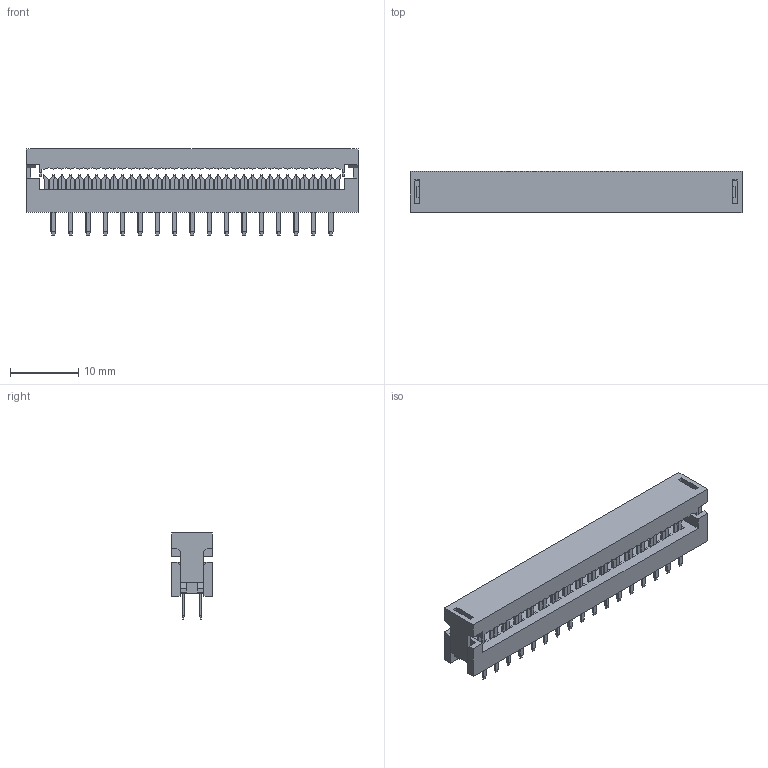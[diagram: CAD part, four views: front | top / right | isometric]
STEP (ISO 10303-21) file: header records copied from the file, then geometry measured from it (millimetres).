
FILE_DESCRIPTION(/* description */ ('Unknown'),/* implementation_level */ '2;1');
FILE_NAME(/* name */ '61203422323',/* time_stamp */ '2017-05-17T10:01:55+02:00',/* author */ ('Unknown'),/* organization */ ('Unknown'),/* preprocessor_version */ 'ST-DEVELOPER v16.7',/* originating_system */ 'DEX',/* authorisation */ $);
FILE_SCHEMA (('AUTOMOTIVE_DESIGN {1 0 10303 214 3 1 1}'));
Length unit declared in the file: millimetre
Products named in the file (4): 6120xx22323_Open; 61203422323; 6120xx22323_PIN; 61203422323_PAD
Assembly tree (36 placements, depth 2):
  6120xx22323_Open
    61203422323
    6120xx22323_PIN  x34
    61203422323_PAD
Bounding box: 48.63 x 6 x 12.6 mm (x, y, z)
Volume: 1717.6 mm3; surface area: 3464.1 mm2
Topology: 36 solids, 36 shells, 1461 faces, 3893 edges, 2502 vertices
Faces by surface type: plane 1393, cylinder 68
Entity records: 20491 total; most frequent: CARTESIAN_POINT 3609, ORIENTED_EDGE 3562, DIRECTION 3195, EDGE_CURVE 1781, LINE 1643, VECTOR 1643, VERTEX_POINT 1182, AXIS2_PLACEMENT_3D 776
